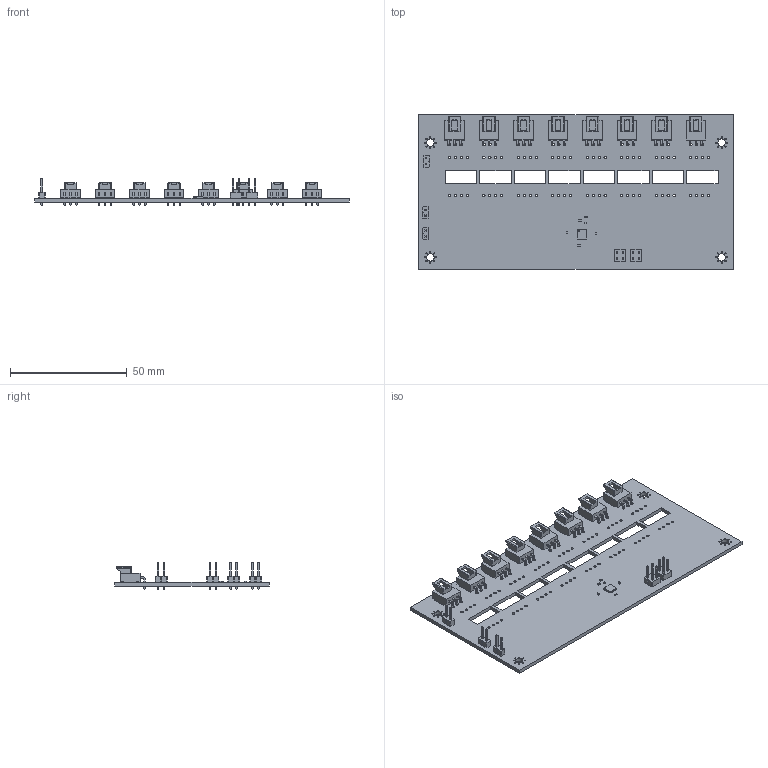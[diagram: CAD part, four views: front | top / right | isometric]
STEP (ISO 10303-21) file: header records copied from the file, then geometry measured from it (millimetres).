
FILE_DESCRIPTION(('KiCad electronic assembly'),'2;1');
FILE_NAME('project-3D_2.step','2024-03-31T19:49:35',('Pcbnew'),('Kicad') ,'Open CASCADE STEP processor 7.6','KiCad to STEP converter','Unknown' );
FILE_SCHEMA(('AUTOMOTIVE_DESIGN { 1 0 10303 214 1 1 1 1 }'));
Length unit declared in the file: millimetre
Products named in the file (14): project-3D_2 1; C_0402_1005Metric; 1053131103; 1053131203; PinHeader_2x02_P2.54mm_Vertical; PinHeader_2x02_P254mm_Vertical; R_0402_1005Metric; PinHeader_1x02_P2.54mm_Vertical; PinHeader_1x02_P254mm_Vertical; SX1509QBIULTRT; ASSEMBLY; tmp6w14zw4k_PCB
Assembly tree (27 placements, depth 3):
  project-3D_2 1
    C_0402_1005Metric  x2
      C_0402_1005Metric
    1053131103  x8
      1053131203
    PinHeader_2x02_P2.54mm_Vertical  x2
      PinHeader_2x02_P254mm_Vertical
    R_0402_1005Metric  x4
      R_0402_1005Metric
    PinHeader_1x02_P2.54mm_Vertical  x3
      PinHeader_1x02_P254mm_Vertical
    SX1509QBIULTRT
      ASSEMBLY
    tmp6w14zw4k_PCB
Bounding box: 134.62 x 66.04 x 11.75 mm (x, y, z)
Volume: 14893.3 mm3; surface area: 24089 mm2
Topology: 50 solids, 50 shells, 2178 faces, 5687 edges, 3770 vertices
Faces by surface type: plane 1619, cylinder 479, cone 64, sphere 16
Full cylindrical faces by diameter (mm): 0.5 x33, 1 x78, 1.2 x24, 1.6 x8, 1.75 x8, 3.2 x4
Entity records: 24192 total; most frequent: CARTESIAN_POINT 3881, DIRECTION 3831, ORIENTED_EDGE 3666, EDGE_CURVE 1833, LINE 1343, VECTOR 1343, AXIS2_PLACEMENT_3D 1244, VERTEX_POINT 1194
